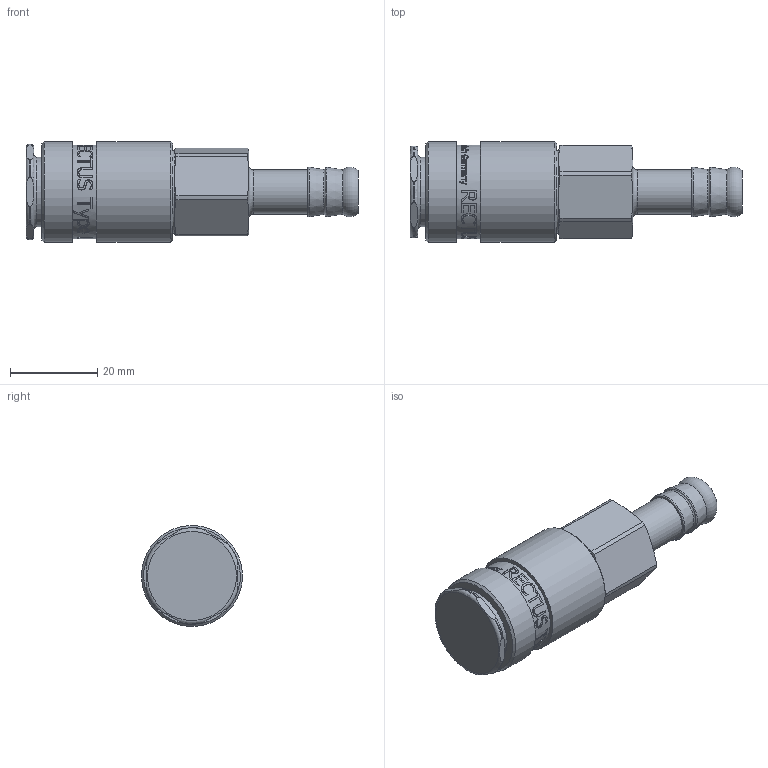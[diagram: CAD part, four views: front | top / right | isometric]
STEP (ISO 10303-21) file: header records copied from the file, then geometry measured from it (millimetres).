
FILE_DESCRIPTION((''),'2;1');
FILE_NAME('17katf10spn.stp','2013-10-08T14:04:13',('IA176480'),(''),'Autodesk Inventor 2013','Autodesk Inventor 2013','');
FILE_SCHEMA(('AUTOMOTIVE_DESIGN { 1 0 10303 214 1 1 1 1 }'));
Length unit declared in the file: millimetre
Products named in the file (1): D107961
Bounding box: 76.1 x 23.11 x 23.11 mm (x, y, z)
Volume: 20087.8 mm3; surface area: 8964.7 mm2
Topology: 2 solids, 2 shells, 511 faces, 1378 edges, 912 vertices
Faces by surface type: bspline 220, plane 212, cylinder 58, cone 14, torus 7
Full cylindrical faces by diameter (mm): 10.1 x1, 16.001 x1, 16.15 x1, 18.55 x1, 18.95 x1, 19.25 x1, 21.5 x1, 23.15 x2
Entity records: 71729 total; most frequent: CARTESIAN_POINT 60768, ORIENTED_EDGE 2692, DIRECTION 1438, EDGE_CURVE 1346, VERTEX_POINT 905, B_SPLINE_CURVE_WITH_KNOTS 633, EDGE_LOOP 579, VECTOR 536
